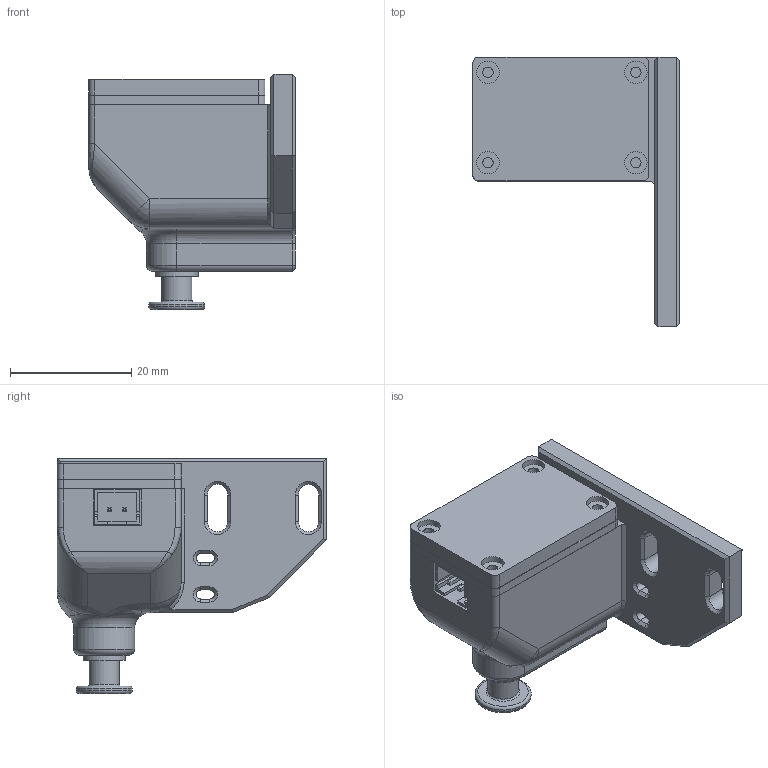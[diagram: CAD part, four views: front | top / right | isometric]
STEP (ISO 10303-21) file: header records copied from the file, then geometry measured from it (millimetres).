
FILE_DESCRIPTION(/* description */ (''),/* implementation_level */ '2;1');
FILE_NAME(/* name */ 'Wasp-Wide-Bed_Nozzle_Endstop.step',/* time_stamp */ '2022-11-18T00:00:37+01:00',/* author */ (''),/* organization */ (''),/* preprocessor_version */ 'ST-DEVELOPER v19.2',/* originating_system */ 'Autodesk Translation Framework v11.17.0.187',/* authorisation */ '');
FILE_SCHEMA (('AUTOMOTIVE_DESIGN { 1 0 10303 214 3 1 1 }'));
Length unit declared in the file: millimetre
Products named in the file (11): Wasp-Wide-Bed_Nozzle_Endstop; z_nozzle_endstop_endstop_short_pcb_copy v2 (1); nozzle endswitch_body; nozzle_endswitch_body_cover; screw post 4mmx5mmx15mm^z_nozzle_endstop_endstop_short_pcb (1); m4x6 SHCS^z_nozzle_endstop_endstop_short_pcb (1); Z Endstop PCB Assembly; Omron_D2F_F-1; PCB; JST 2 Pin; bushing 5mmx7mmx8^z_nozzle_endstop_endstop_short_pcb (1)
Assembly tree (11 placements, depth 4):
  Wasp-Wide-Bed_Nozzle_Endstop
    z_nozzle_endstop_endstop_short_pcb_copy v2 (1)
      nozzle endswitch_body
        nozzle_endswitch_body_cover
      bushing 5mmx7mmx8^z_nozzle_endstop_endstop_short_pcb (1)
      screw post 4mmx5mmx15mm^z_nozzle_endstop_endstop_short_pcb (1)
      m4x6 SHCS^z_nozzle_endstop_endstop_short_pcb (1)
      Z Endstop PCB Assembly
        Omron_D2F_F-1
        PCB
        JST 2 Pin
    bushing 5mmx7mmx8^z_nozzle_endstop_endstop_short_pcb (1)
Bounding box: 34 x 44.41 x 38.7 mm (x, y, z)
Volume: 18059.3 mm3; surface area: 11671.4 mm2
Topology: 10 solids, 11 shells, 332 faces, 784 edges, 495 vertices
Faces by surface type: plane 226, cylinder 65, cone 21, torus 9, bspline 9, sphere 2
Full cylindrical faces by diameter (mm): 1.7 x8, 2 x1, 3.5 x1, 3.7 x8, 3.9 x1, 5 x3, 6.8 x1, 7 x3, 9 x1, 9.25 x1
Entity records: 10273 total; most frequent: CARTESIAN_POINT 2198, DIRECTION 1602, ORIENTED_EDGE 1552, EDGE_CURVE 776, LINE 570, VECTOR 570, AXIS2_PLACEMENT_3D 516, VERTEX_POINT 491
